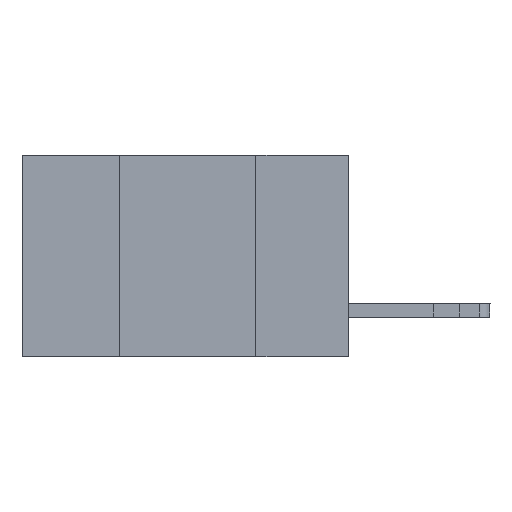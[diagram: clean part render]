
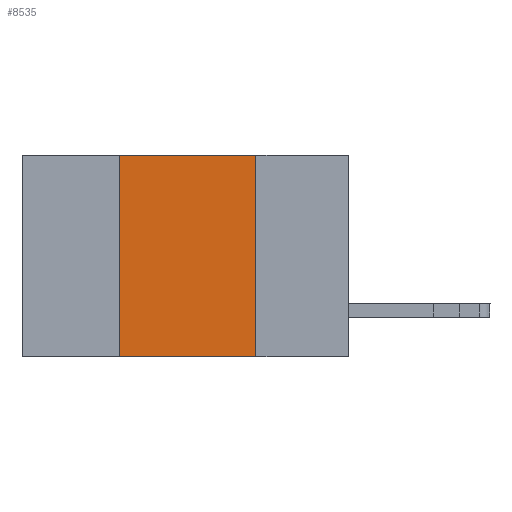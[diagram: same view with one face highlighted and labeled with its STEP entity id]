
A CAD part, left-side view. The second image highlights one B-rep face of the part: STEP entity #8535.
In plain terms, the highlighted planar face has unit normal (-1, 0, 0).
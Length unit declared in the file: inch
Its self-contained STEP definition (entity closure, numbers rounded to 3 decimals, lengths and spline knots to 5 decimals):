
#14 = VECTOR ( 'NONE', #12671, 39.37008 ) ;
#269 = EDGE_LOOP ( 'NONE', ( #12333, #7712, #976, #12974 ) ) ;
#976 = ORIENTED_EDGE ( 'NONE', *, *, #13290, .F. ) ;
#1274 = DIRECTION ( 'NONE',  ( 0., 0., 1. ) ) ;
#1536 = PLANE ( 'NONE',  #9201 ) ;
#2037 = VERTEX_POINT ( 'NONE', #2967 ) ;
#2314 = LINE ( 'NONE', #7061, #12040 ) ;
#2967 = CARTESIAN_POINT ( 'NONE',  ( 0., 0.17, -0.37 ) ) ;
#3051 = LINE ( 'NONE', #14400, #8254 ) ;
#3603 = EDGE_CURVE ( 'NONE', #12871, #5646, #9407, .T. ) ;
#3996 = CARTESIAN_POINT ( 'NONE',  ( 0., 0.6, 0. ) ) ;
#4956 = FACE_OUTER_BOUND ( 'NONE', #269, .T. ) ;
#5646 = VERTEX_POINT ( 'NONE', #13533 ) ;
#6686 = CARTESIAN_POINT ( 'NONE',  ( 0., 0.17, 0. ) ) ;
#7061 = CARTESIAN_POINT ( 'NONE',  ( 0., 0.42, 0. ) ) ;
#7256 = EDGE_CURVE ( 'NONE', #5646, #2037, #9878, .T. ) ;
#7712 = ORIENTED_EDGE ( 'NONE', *, *, #3603, .F. ) ;
#7975 = CARTESIAN_POINT ( 'NONE',  ( 0., 0.42, 0. ) ) ;
#8254 = VECTOR ( 'NONE', #9950, 39.37008 ) ;
#8535 = ADVANCED_FACE ( 'NONE', ( #4956 ), #1536, .F. ) ;
#9201 = AXIS2_PLACEMENT_3D ( 'NONE', #3996, #9629, #14011 ) ;
#9407 = LINE ( 'NONE', #9485, #14 ) ;
#9485 = CARTESIAN_POINT ( 'NONE',  ( 0., 0.6, 0. ) ) ;
#9629 = DIRECTION ( 'NONE',  ( 1., 0., 0. ) ) ;
#9878 = LINE ( 'NONE', #6686, #13224 ) ;
#9950 = DIRECTION ( 'NONE',  ( 0., -1., 0. ) ) ;
#10281 = VERTEX_POINT ( 'NONE', #11838 ) ;
#11215 = DIRECTION ( 'NONE',  ( 0., 0., -1. ) ) ;
#11838 = CARTESIAN_POINT ( 'NONE',  ( 0., 0.42, -0.37 ) ) ;
#12040 = VECTOR ( 'NONE', #1274, 39.37008 ) ;
#12333 = ORIENTED_EDGE ( 'NONE', *, *, #7256, .F. ) ;
#12671 = DIRECTION ( 'NONE',  ( 0., -1., 0. ) ) ;
#12871 = VERTEX_POINT ( 'NONE', #7975 ) ;
#12974 = ORIENTED_EDGE ( 'NONE', *, *, #13557, .T. ) ;
#13224 = VECTOR ( 'NONE', #11215, 39.37008 ) ;
#13290 = EDGE_CURVE ( 'NONE', #10281, #12871, #2314, .T. ) ;
#13533 = CARTESIAN_POINT ( 'NONE',  ( 0., 0.17, 0. ) ) ;
#13557 = EDGE_CURVE ( 'NONE', #10281, #2037, #3051, .T. ) ;
#14011 = DIRECTION ( 'NONE',  ( 0., 0., -1. ) ) ;
#14400 = CARTESIAN_POINT ( 'NONE',  ( 0., 0.6, -0.37 ) ) ;
